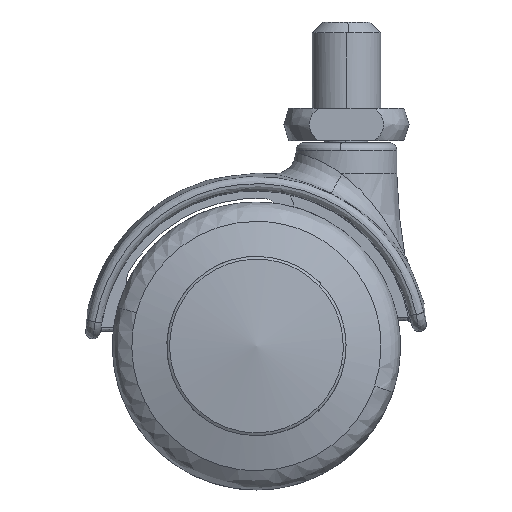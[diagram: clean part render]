
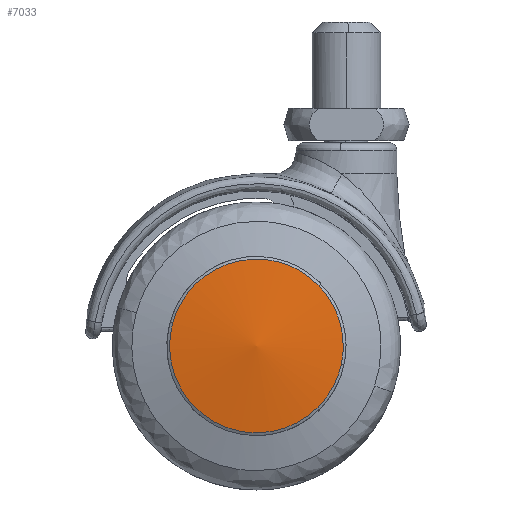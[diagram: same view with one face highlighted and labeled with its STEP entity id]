
A CAD part, front view. The second image highlights one B-rep face of the part: STEP entity #7033.
In plain terms, the highlighted free-form (B-spline) face has degree [2, 2] with [4, 4] control points.
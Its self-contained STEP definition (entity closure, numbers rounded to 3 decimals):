
#5064=CARTESIAN_POINT('',(-11.624,-18.104,3.228));
#5065=VERTEX_POINT('',#5064);
#5079=CARTESIAN_POINT('',(0.0,-18.104,12.064));
#5080=VERTEX_POINT('',#5079);
#5081=CARTESIAN_POINT('',(0.0,-18.104,12.064));
#5082=CARTESIAN_POINT('',(-9.171,-18.104,12.064));
#5083=CARTESIAN_POINT('',(-11.624,-18.104,3.228));
#5091=(BOUNDED_CURVE()B_SPLINE_CURVE(2,(#5081,#5082,#5083),.UNSPECIFIED.,.F.,.U.)B_SPLINE_CURVE_WITH_KNOTS((3,3),(0.0,0.204),.UNSPECIFIED.)CURVE()GEOMETRIC_REPRESENTATION_ITEM()RATIONAL_B_SPLINE_CURVE((1.0,0.761,0.913))REPRESENTATION_ITEM(''));
#5092=EDGE_CURVE('',#5080,#5065,#5091,.T.);
#5094=CARTESIAN_POINT('',(11.79,-18.104,-2.558));
#5095=VERTEX_POINT('',#5094);
#5096=CARTESIAN_POINT('',(11.79,-18.104,-2.558));
#5097=CARTESIAN_POINT('',(12.064,-18.104,-1.294));
#5098=CARTESIAN_POINT('',(12.064,-18.104,0.));
#5099=CARTESIAN_POINT('',(12.064,-18.104,12.064));
#5100=CARTESIAN_POINT('',(0.0,-18.104,12.064));
#5108=(BOUNDED_CURVE()B_SPLINE_CURVE(2,(#5096,#5097,#5098,#5099,#5100),.UNSPECIFIED.,.F.,.U.)B_SPLINE_CURVE_WITH_KNOTS((3,2,3),(0.714,0.75,1.0),.UNSPECIFIED.)CURVE()GEOMETRIC_REPRESENTATION_ITEM()RATIONAL_B_SPLINE_CURVE((0.927,0.957,1.0,0.707,1.0))REPRESENTATION_ITEM(''));
#5109=EDGE_CURVE('',#5095,#5080,#5108,.T.);
#5162=CARTESIAN_POINT('',(0.0,-18.104,-12.064));
#5163=VERTEX_POINT('',#5162);
#5164=CARTESIAN_POINT('',(0.0,-18.104,-12.064));
#5165=CARTESIAN_POINT('',(9.728,-18.104,-12.064));
#5166=CARTESIAN_POINT('',(11.79,-18.104,-2.558));
#5174=(BOUNDED_CURVE()B_SPLINE_CURVE(2,(#5164,#5165,#5166),.UNSPECIFIED.,.F.,.U.)B_SPLINE_CURVE_WITH_KNOTS((3,3),(0.5,0.714),.UNSPECIFIED.)CURVE()GEOMETRIC_REPRESENTATION_ITEM()RATIONAL_B_SPLINE_CURVE((1.0,0.75,0.927))REPRESENTATION_ITEM(''));
#5175=EDGE_CURVE('',#5163,#5095,#5174,.T.);
#5177=CARTESIAN_POINT('',(-11.624,-18.104,3.228));
#5178=CARTESIAN_POINT('',(-12.064,-18.104,1.644));
#5179=CARTESIAN_POINT('',(-12.064,-18.104,0.));
#5180=CARTESIAN_POINT('',(-12.064,-18.104,-12.064));
#5181=CARTESIAN_POINT('',(0.0,-18.104,-12.064));
#5189=(BOUNDED_CURVE()B_SPLINE_CURVE(2,(#5177,#5178,#5179,#5180,#5181),.UNSPECIFIED.,.F.,.U.)B_SPLINE_CURVE_WITH_KNOTS((3,2,3),(0.204,0.25,0.5),.UNSPECIFIED.)CURVE()GEOMETRIC_REPRESENTATION_ITEM()RATIONAL_B_SPLINE_CURVE((0.913,0.947,1.0,0.707,1.0))REPRESENTATION_ITEM(''));
#5190=EDGE_CURVE('',#5065,#5163,#5189,.T.);
#7003=CARTESIAN_POINT('',(-13.021,-16.186,-13.025));
#7004=CARTESIAN_POINT('',(-6.614,-17.816,-13.233));
#7005=CARTESIAN_POINT('',(6.614,-17.816,-13.233));
#7006=CARTESIAN_POINT('',(13.021,-16.186,-13.025));
#7007=CARTESIAN_POINT('',(-13.229,-17.817,-6.616));
#7008=CARTESIAN_POINT('',(-6.721,-19.5,-6.724));
#7009=CARTESIAN_POINT('',(6.722,-19.5,-6.724));
#7010=CARTESIAN_POINT('',(13.229,-17.817,-6.616));
#7011=CARTESIAN_POINT('',(-13.229,-17.817,6.616));
#7012=CARTESIAN_POINT('',(-6.721,-19.5,6.724));
#7013=CARTESIAN_POINT('',(6.722,-19.5,6.724));
#7014=CARTESIAN_POINT('',(13.229,-17.817,6.616));
#7015=CARTESIAN_POINT('',(-13.021,-16.186,13.025));
#7016=CARTESIAN_POINT('',(-6.614,-17.816,13.233));
#7017=CARTESIAN_POINT('',(6.614,-17.816,13.233));
#7018=CARTESIAN_POINT('',(13.021,-16.186,13.025));
#7026=(BOUNDED_SURFACE()B_SPLINE_SURFACE(2,2,((#7003,#7007,#7011,#7015),(#7004,#7008,#7012,#7016),(#7005,#7009,#7013,#7017),(#7006,#7010,#7014,#7018)),.UNSPECIFIED.,.F.,.F.,.U.)B_SPLINE_SURFACE_WITH_KNOTS((3,1,3),(3,1,3),(12.888,25.914,38.939),(12.884,25.914,38.943),.UNSPECIFIED.)GEOMETRIC_REPRESENTATION_ITEM()RATIONAL_B_SPLINE_SURFACE(((1.032,1.016,1.016,1.032),(1.016,1.0,1.0,1.016),(1.016,1.0,1.0,1.016),(1.032,1.016,1.016,1.032)))REPRESENTATION_ITEM('')SURFACE());
#7027=ORIENTED_EDGE('',*,*,#5092,.T.);
#7028=ORIENTED_EDGE('',*,*,#5190,.T.);
#7029=ORIENTED_EDGE('',*,*,#5175,.T.);
#7030=ORIENTED_EDGE('',*,*,#5109,.T.);
#7031=EDGE_LOOP('',(#7027,#7028,#7029,#7030));
#7032=FACE_OUTER_BOUND('',#7031,.T.);
#7033=ADVANCED_FACE('',(#7032),#7026,.T.);
